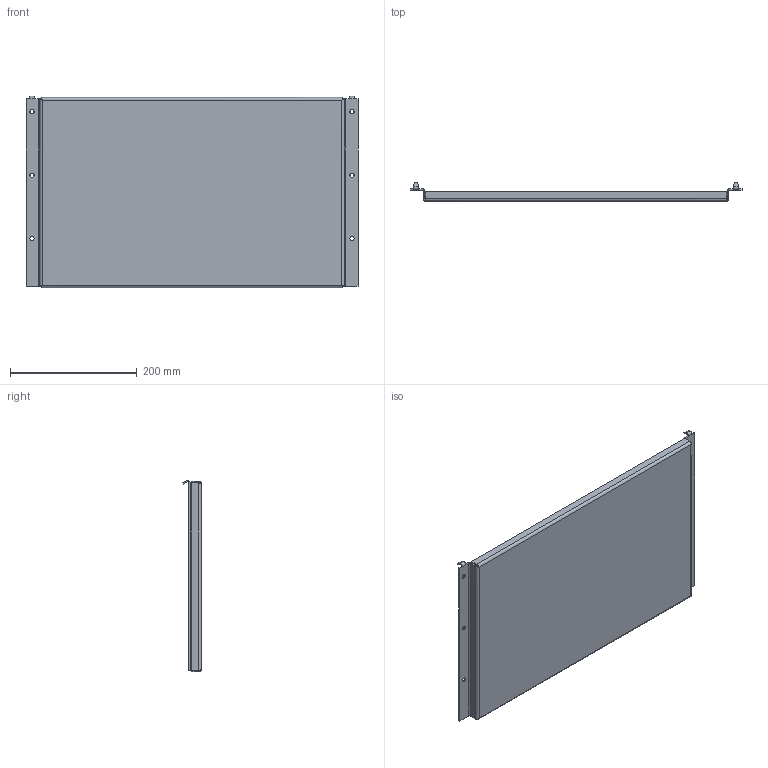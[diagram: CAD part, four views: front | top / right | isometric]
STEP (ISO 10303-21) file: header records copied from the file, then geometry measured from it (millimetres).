
FILE_DESCRIPTION (( 'STEP AP214' ), '1' );
FILE_NAME ('FM36 Ìîíòàæíàÿ ïëàòà FORT (Â300õØ600) EKF PROxima.STEP', '2022-01-27T10:25:35', ( '' ), ( '' ), 'SwSTEP 2.0', 'SolidWorks 2021', '' );
FILE_SCHEMA (( 'AUTOMOTIVE_DESIGN' ));
Length unit declared in the file: millimetre
Products named in the file (1): FM36 Ìîíòàæíàÿ ïëàòà FORT (Â300õØ600) EKF PROxima
Bounding box: 524 x 29.45 x 301.65 mm (x, y, z)
Volume: 353848.2 mm3; surface area: 357734.1 mm2
Topology: 1 solids, 1 shells, 90 faces, 208 edges, 120 vertices
Faces by surface type: plane 54, cylinder 28, bspline 8
Entity records: 3282 total; most frequent: CARTESIAN_POINT 1259, ORIENTED_EDGE 416, DIRECTION 386, EDGE_CURVE 208, LINE 140, VECTOR 140, AXIS2_PLACEMENT_3D 123, VERTEX_POINT 120
